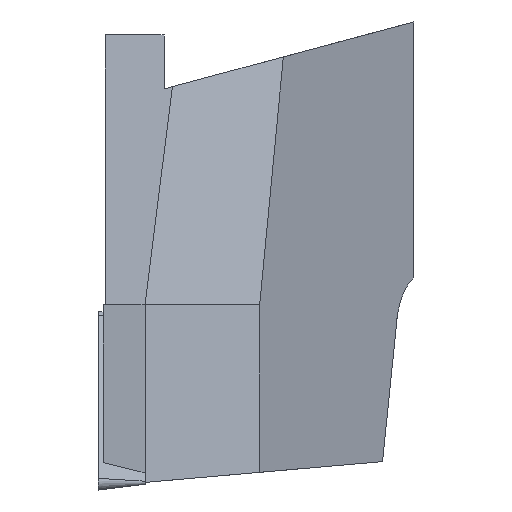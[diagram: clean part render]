
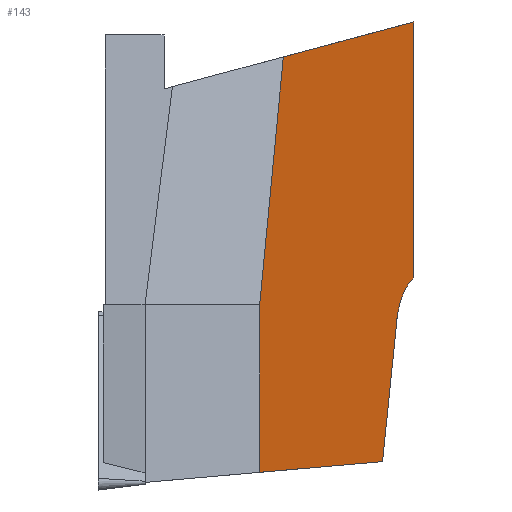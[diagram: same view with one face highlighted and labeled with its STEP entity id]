
A CAD part, left-side view. The second image highlights one B-rep face of the part: STEP entity #143.
In plain terms, the highlighted planar face has unit normal (-0.5, -0.866, 0).
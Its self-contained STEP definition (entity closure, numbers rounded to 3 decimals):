
#133=ELLIPSE('',#861,6.928,6.);
#143=ADVANCED_FACE('',(#211),#184,.F.);
#184=PLANE('',#862);
#211=FACE_OUTER_BOUND('',#241,.T.);
#241=EDGE_LOOP('',(#341,#342,#343,#344,#345,#346,#347));
#341=ORIENTED_EDGE('',*,*,#584,.F.);
#342=ORIENTED_EDGE('',*,*,#579,.T.);
#343=ORIENTED_EDGE('',*,*,#576,.F.);
#344=ORIENTED_EDGE('',*,*,#583,.F.);
#345=ORIENTED_EDGE('',*,*,#585,.T.);
#346=ORIENTED_EDGE('',*,*,#586,.F.);
#347=ORIENTED_EDGE('',*,*,#587,.F.);
#508=VERTEX_POINT('',#1188);
#509=VERTEX_POINT('',#1190);
#511=VERTEX_POINT('',#1196);
#512=VERTEX_POINT('',#1201);
#513=VERTEX_POINT('',#1205);
#514=VERTEX_POINT('',#1207);
#515=VERTEX_POINT('',#1209);
#576=EDGE_CURVE('',#508,#509,#668,.T.);
#579=EDGE_CURVE('',#511,#509,#671,.T.);
#583=EDGE_CURVE('',#512,#508,#675,.T.);
#584=EDGE_CURVE('',#511,#513,#676,.T.);
#585=EDGE_CURVE('',#512,#514,#133,.T.);
#586=EDGE_CURVE('',#515,#514,#677,.T.);
#587=EDGE_CURVE('',#513,#515,#678,.T.);
#668=LINE('',#1189,#736);
#671=LINE('',#1195,#739);
#675=LINE('',#1202,#743);
#676=LINE('',#1204,#744);
#677=LINE('',#1208,#745);
#678=LINE('',#1210,#746);
#736=VECTOR('',#958,1.);
#739=VECTOR('',#963,1.);
#743=VECTOR('',#969,1.);
#744=VECTOR('',#972,1.);
#745=VECTOR('',#975,1.);
#746=VECTOR('',#976,1.);
#861=AXIS2_PLACEMENT_3D('',#1206,#973,#974);
#862=AXIS2_PLACEMENT_3D('',#1211,#977,#978);
#958=DIRECTION('',(-0.865,0.5,-0.044));
#963=DIRECTION('',(0.,0.,-1.));
#969=DIRECTION('',(-0.173,0.1,-0.98));
#972=DIRECTION('',(0.162,-0.094,0.982));
#973=DIRECTION('',(0.5,0.866,0.));
#974=DIRECTION('',(0.866,-0.5,0.));
#975=DIRECTION('',(0.,0.,-1.));
#976=DIRECTION('',(0.858,-0.496,0.133));
#977=DIRECTION('',(0.5,0.866,0.));
#978=DIRECTION('',(0.866,-0.5,0.));
#1188=CARTESIAN_POINT('',(-13.888,-28.331,-38.097));
#1189=CARTESIAN_POINT('',(14.148,-44.518,-36.68));
#1190=CARTESIAN_POINT('',(-35.636,-15.775,-39.195));
#1195=CARTESIAN_POINT('',(-35.636,-15.775,13.446));
#1196=CARTESIAN_POINT('',(-35.636,-15.775,-22.068));
#1201=CARTESIAN_POINT('',(-11.309,-29.821,-23.468));
#1202=CARTESIAN_POINT('',(-12.685,-29.026,-31.271));
#1204=CARTESIAN_POINT('',(-29.009,-19.601,17.992));
#1205=CARTESIAN_POINT('',(-31.445,-18.195,3.268));
#1206=CARTESIAN_POINT('',(-5.4,-33.232,-24.51));
#1207=CARTESIAN_POINT('',(-8.4,-31.5,-19.314));
#1208=CARTESIAN_POINT('',(-8.4,-31.5,-40.6));
#1209=CARTESIAN_POINT('',(-8.4,-31.5,6.833));
#1210=CARTESIAN_POINT('',(-75.889,7.465,-3.608));
#1211=CARTESIAN_POINT('',(-8.4,-31.5,13.446));
